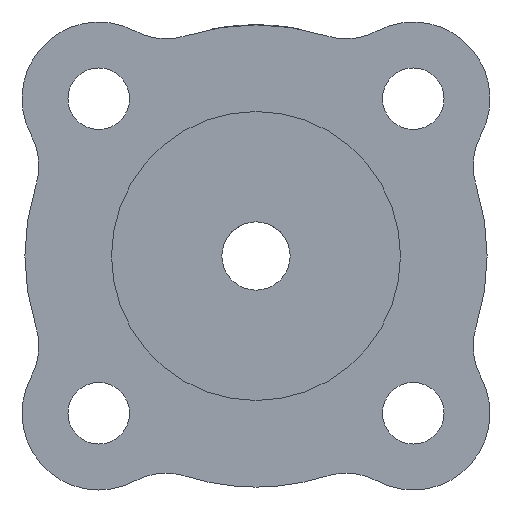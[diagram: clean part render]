
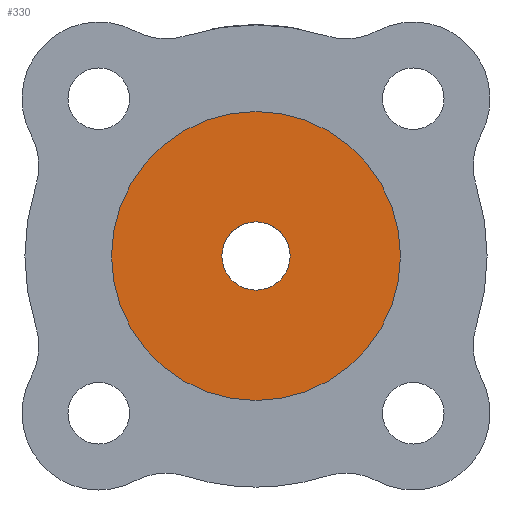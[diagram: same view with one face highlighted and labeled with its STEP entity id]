
A CAD part, front view. The second image highlights one B-rep face of the part: STEP entity #330.
In plain terms, the highlighted planar face has unit normal (0, -1, 0).
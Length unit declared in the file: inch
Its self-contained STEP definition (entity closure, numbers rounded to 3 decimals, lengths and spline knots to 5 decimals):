
#22 = DIRECTION ( 'NONE',  ( 0., 0., 1. ) ) ;
#44 = EDGE_LOOP ( 'NONE', ( #1075, #1339 ) ) ;
#108 = AXIS2_PLACEMENT_3D ( 'NONE', #1418, #712, #22 ) ;
#153 = ORIENTED_EDGE ( 'NONE', *, *, #1023, .F. ) ;
#165 = DIRECTION ( 'NONE',  ( 0., 1., 0. ) ) ;
#198 = VERTEX_POINT ( 'NONE', #1290 ) ;
#231 = CARTESIAN_POINT ( 'NONE',  ( 0., 0., 0. ) ) ;
#245 = DIRECTION ( 'NONE',  ( 0., 0., 1. ) ) ;
#283 = CARTESIAN_POINT ( 'NONE',  ( 0., 0., -0.25 ) ) ;
#330 = ADVANCED_FACE ( 'NONE', ( #864, #828 ), #751, .F. ) ;
#342 = DIRECTION ( 'NONE',  ( 0., 0., 1. ) ) ;
#379 = CIRCLE ( 'NONE', #1530, 0.25 ) ;
#385 = VERTEX_POINT ( 'NONE', #799 ) ;
#560 = DIRECTION ( 'NONE',  ( 0., 1., 0. ) ) ;
#561 = AXIS2_PLACEMENT_3D ( 'NONE', #231, #1011, #342 ) ;
#597 = CARTESIAN_POINT ( 'NONE',  ( 0., 0., 0.25 ) ) ;
#656 = CARTESIAN_POINT ( 'NONE',  ( 0., 0., 0. ) ) ;
#684 = CIRCLE ( 'NONE', #1532, 0.05906 ) ;
#712 = DIRECTION ( 'NONE',  ( 0., 1., 0. ) ) ;
#751 = PLANE ( 'NONE',  #1422 ) ;
#780 = DIRECTION ( 'NONE',  ( 0., 0., 1. ) ) ;
#799 = CARTESIAN_POINT ( 'NONE',  ( 0., 0., -0.05906 ) ) ;
#828 = FACE_OUTER_BOUND ( 'NONE', #889, .T. ) ;
#858 = CARTESIAN_POINT ( 'NONE',  ( 0., 0., 0. ) ) ;
#864 = FACE_BOUND ( 'NONE', #44, .T. ) ;
#889 = EDGE_LOOP ( 'NONE', ( #977, #153 ) ) ;
#935 = CIRCLE ( 'NONE', #561, 0.05906 ) ;
#954 = DIRECTION ( 'NONE',  ( 0., 0., 1. ) ) ;
#977 = ORIENTED_EDGE ( 'NONE', *, *, #1073, .F. ) ;
#1011 = DIRECTION ( 'NONE',  ( 0., 1., 0. ) ) ;
#1023 = EDGE_CURVE ( 'NONE', #1138, #1040, #379, .T. ) ;
#1033 = EDGE_CURVE ( 'NONE', #198, #385, #684, .T. ) ;
#1040 = VERTEX_POINT ( 'NONE', #283 ) ;
#1073 = EDGE_CURVE ( 'NONE', #1040, #1138, #1196, .T. ) ;
#1075 = ORIENTED_EDGE ( 'NONE', *, *, #1033, .T. ) ;
#1138 = VERTEX_POINT ( 'NONE', #597 ) ;
#1196 = CIRCLE ( 'NONE', #108, 0.25 ) ;
#1290 = CARTESIAN_POINT ( 'NONE',  ( 0., 0., 0.05906 ) ) ;
#1339 = ORIENTED_EDGE ( 'NONE', *, *, #1347, .T. ) ;
#1347 = EDGE_CURVE ( 'NONE', #385, #198, #935, .T. ) ;
#1394 = CARTESIAN_POINT ( 'NONE',  ( 0., 0., 0. ) ) ;
#1418 = CARTESIAN_POINT ( 'NONE',  ( 0., 0., 0. ) ) ;
#1422 = AXIS2_PLACEMENT_3D ( 'NONE', #1394, #560, #245 ) ;
#1520 = DIRECTION ( 'NONE',  ( 0., 1., 0. ) ) ;
#1530 = AXIS2_PLACEMENT_3D ( 'NONE', #656, #1520, #780 ) ;
#1532 = AXIS2_PLACEMENT_3D ( 'NONE', #858, #165, #954 ) ;
